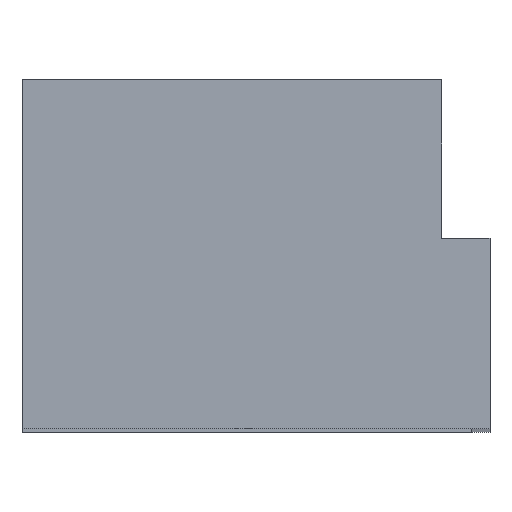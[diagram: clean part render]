
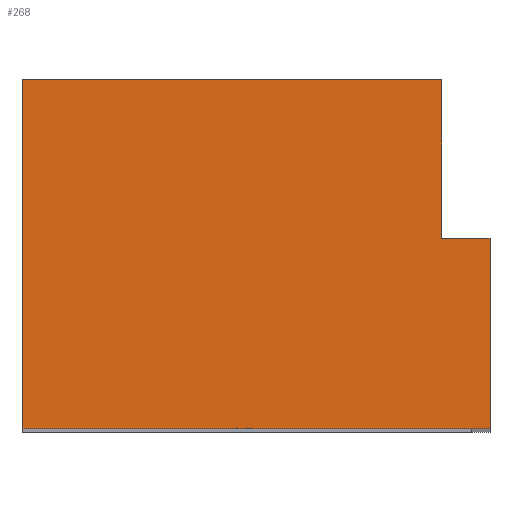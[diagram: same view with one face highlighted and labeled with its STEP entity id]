
A CAD part, top view. The second image highlights one B-rep face of the part: STEP entity #268.
In plain terms, the highlighted planar face has unit normal (0, 0, 1).
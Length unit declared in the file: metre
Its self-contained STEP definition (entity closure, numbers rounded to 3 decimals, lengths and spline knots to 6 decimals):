
#64=ORIENTED_EDGE('',*,*,#110,.F.);
#65=ORIENTED_EDGE('',*,*,#103,.F.);
#66=ORIENTED_EDGE('',*,*,#99,.T.);
#67=ORIENTED_EDGE('',*,*,#116,.F.);
#68=ORIENTED_EDGE('',*,*,#115,.T.);
#69=ORIENTED_EDGE('',*,*,#117,.T.);
#99=EDGE_CURVE('',#133,#132,#159,.T.);
#103=EDGE_CURVE('',#133,#135,#163,.T.);
#110=EDGE_CURVE('',#135,#139,#170,.T.);
#115=EDGE_CURVE('',#141,#143,#175,.T.);
#116=EDGE_CURVE('',#141,#132,#176,.T.);
#117=EDGE_CURVE('',#143,#139,#177,.T.);
#132=VERTEX_POINT('',#397);
#133=VERTEX_POINT('',#399);
#135=VERTEX_POINT('',#404);
#139=VERTEX_POINT('',#421);
#141=VERTEX_POINT('',#426);
#143=VERTEX_POINT('',#430);
#159=LINE('',#398,#195);
#163=LINE('',#406,#199);
#170=LINE('',#420,#206);
#175=LINE('',#431,#211);
#176=LINE('',#433,#212);
#177=LINE('',#434,#213);
#195=VECTOR('',#324,1.);
#199=VECTOR('',#330,1.);
#206=VECTOR('',#345,1.);
#211=VECTOR('',#352,1.);
#212=VECTOR('',#355,1.);
#213=VECTOR('',#356,1.);
#226=EDGE_LOOP('',(#64,#65,#66,#67,#68,#69));
#240=FACE_BOUND('',#226,.T.);
#254=PLANE('',#295);
#268=ADVANCED_FACE('',(#240),#254,.T.);
#295=AXIS2_PLACEMENT_3D('',#432,#353,#354);
#324=DIRECTION('',(-1.,0.,0.));
#330=DIRECTION('',(0.,-1.,0.));
#345=DIRECTION('',(-1.,0.,0.));
#352=DIRECTION('',(-1.,0.,0.));
#353=DIRECTION('',(0.,0.,1.));
#354=DIRECTION('',(1.,0.,0.));
#355=DIRECTION('',(0.,-1.,0.));
#356=DIRECTION('',(0.,-1.,0.));
#397=CARTESIAN_POINT('',(0.025059,0.019,-0.005386));
#398=CARTESIAN_POINT('',(0.025817,0.019,-0.005386));
#399=CARTESIAN_POINT('',(0.025817,0.019,-0.005386));
#404=CARTESIAN_POINT('',(0.025817,0.016,-0.005386));
#406=CARTESIAN_POINT('',(0.025817,0.019,-0.005386));
#420=CARTESIAN_POINT('',(0.018445,0.016,-0.005386));
#421=CARTESIAN_POINT('',(0.018445,0.016,-0.005386));
#426=CARTESIAN_POINT('',(0.025059,0.0215,-0.005386));
#430=CARTESIAN_POINT('',(0.018445,0.0215,-0.005386));
#431=CARTESIAN_POINT('',(0.018445,0.0215,-0.005386));
#432=CARTESIAN_POINT('',(0.018445,0.0215,-0.005386));
#433=CARTESIAN_POINT('',(0.025059,0.0215,-0.005386));
#434=CARTESIAN_POINT('',(0.018445,0.0215,-0.005386));
